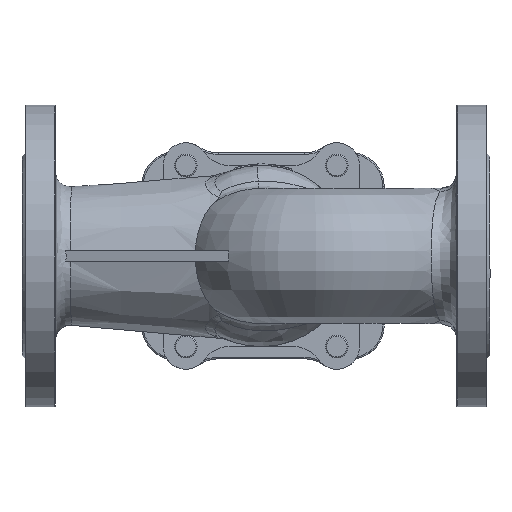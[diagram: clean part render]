
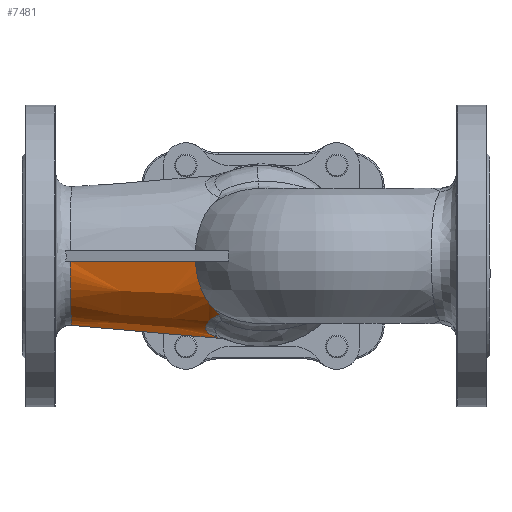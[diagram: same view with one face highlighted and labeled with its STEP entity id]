
A CAD part, front view. The second image highlights one B-rep face of the part: STEP entity #7481.
In plain terms, the highlighted free-form (B-spline) face has degree [3, 3] with [7, 4] control points.
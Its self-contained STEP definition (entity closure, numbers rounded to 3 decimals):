
#205=B_SPLINE_SURFACE_WITH_KNOTS('',3,3,((#18801,#18802,#18803,#18804),
(#18805,#18806,#18807,#18808),(#18809,#18810,#18811,#18812),(#18813,#18814,
#18815,#18816),(#18817,#18818,#18819,#18820),(#18821,#18822,#18823,#18824),
(#18825,#18826,#18827,#18828)),.UNSPECIFIED.,.F.,.F.,.F.,(4,1,1,1,4),(4,
4),(4.778,5.208,5.638,5.853,
6.283),(1.01,11.022),.UNSPECIFIED.);
#269=B_SPLINE_CURVE_WITH_KNOTS('',3,(#15352,#15353,#15354,#15355,#15356,
#15357),.UNSPECIFIED.,.F.,.F.,(4,2,4),(0.431,0.554,
0.873),.UNSPECIFIED.);
#287=B_SPLINE_CURVE_WITH_KNOTS('',3,(#16461,#16462,#16463,#16464,#16465,
#16466,#16467,#16468,#16469,#16470),.UNSPECIFIED.,.F.,.F.,(4,2,2,2,4),(9.342,
9.392,10.978,13.262,15.096),
 .UNSPECIFIED.);
#290=B_SPLINE_CURVE_WITH_KNOTS('',3,(#16575,#16576,#16577,#16578),
 .UNSPECIFIED.,.F.,.F.,(4,4),(1.091,11.022),
 .UNSPECIFIED.);
#293=B_SPLINE_CURVE_WITH_KNOTS('',3,(#16634,#16635,#16636,#16637,#16638,
#16639,#16640),.UNSPECIFIED.,.F.,.F.,(4,1,1,1,4),(0.428,1.003,
1.577,2.725,4.448),.UNSPECIFIED.);
#296=B_SPLINE_CURVE_WITH_KNOTS('',3,(#16682,#16683,#16684,#16685,#16686,
#16687),.UNSPECIFIED.,.F.,.F.,(4,1,1,4),(0.,0.784,
1.307,1.83),.UNSPECIFIED.);
#357=B_SPLINE_CURVE_WITH_KNOTS('',3,(#18730,#18731,#18732,#18733),
 .UNSPECIFIED.,.F.,.F.,(4,4),(-0.028,0.),.UNSPECIFIED.);
#359=B_SPLINE_CURVE_WITH_KNOTS('',3,(#18759,#18760,#18761,#18762,#18763,
#18764,#18765),.UNSPECIFIED.,.F.,.F.,(4,1,1,1,4),(-6.283,-5.834,
-5.386,-5.086,-4.816),.UNSPECIFIED.);
#362=B_SPLINE_CURVE_WITH_KNOTS('',3,(#18829,#18830,#18831,#18832,#18833,
#18834,#18835),.UNSPECIFIED.,.F.,.F.,(4,3,4),(-9.261,-5.596,
-1.005),.UNSPECIFIED.);
#1870=FACE_OUTER_BOUND('',#2377,.T.);
#2377=EDGE_LOOP('',(#6230,#6231,#6232,#6233,#6234,#6235,#6236,#6237));
#3335=VERTEX_POINT('',#15315);
#3338=VERTEX_POINT('',#15338);
#3353=VERTEX_POINT('',#16454);
#3355=VERTEX_POINT('',#16547);
#3356=VERTEX_POINT('',#16574);
#3358=VERTEX_POINT('',#16633);
#3498=VERTEX_POINT('',#18729);
#3500=VERTEX_POINT('',#18758);
#4199=EDGE_CURVE('',#3335,#3338,#269,.T.);
#4219=EDGE_CURVE('',#3353,#3338,#287,.T.);
#4222=EDGE_CURVE('',#3356,#3355,#290,.T.);
#4225=EDGE_CURVE('',#3335,#3358,#293,.T.);
#4230=EDGE_CURVE('',#3358,#3355,#296,.T.);
#4441=EDGE_CURVE('',#3356,#3498,#357,.T.);
#4444=EDGE_CURVE('',#3498,#3500,#359,.T.);
#4447=EDGE_CURVE('',#3353,#3500,#362,.T.);
#6230=ORIENTED_EDGE('',*,*,#4199,.T.);
#6231=ORIENTED_EDGE('',*,*,#4219,.F.);
#6232=ORIENTED_EDGE('',*,*,#4447,.T.);
#6233=ORIENTED_EDGE('',*,*,#4444,.F.);
#6234=ORIENTED_EDGE('',*,*,#4441,.F.);
#6235=ORIENTED_EDGE('',*,*,#4222,.T.);
#6236=ORIENTED_EDGE('',*,*,#4230,.F.);
#6237=ORIENTED_EDGE('',*,*,#4225,.F.);
#7481=ADVANCED_FACE('',(#1870),#205,.T.);
#15315=CARTESIAN_POINT('',(130.508,-29.32,-38.914));
#15338=CARTESIAN_POINT('',(127.998,-32.044,-35.939));
#15352=CARTESIAN_POINT('Ctrl Pts',(130.508,-29.32,-38.914));
#15353=CARTESIAN_POINT('Ctrl Pts',(130.375,-29.597,-38.637));
#15354=CARTESIAN_POINT('Ctrl Pts',(130.2,-29.863,-38.362));
#15355=CARTESIAN_POINT('Ctrl Pts',(129.512,-30.756,-37.421));
#15356=CARTESIAN_POINT('Ctrl Pts',(128.807,-31.406,-36.694));
#15357=CARTESIAN_POINT('Ctrl Pts',(127.998,-32.044,-35.939));
#16454=CARTESIAN_POINT('',(114.832,-45.443,-3.5));
#16461=CARTESIAN_POINT('Ctrl Pts',(114.832,-45.443,-3.5));
#16462=CARTESIAN_POINT('Ctrl Pts',(114.838,-45.436,-3.612));
#16463=CARTESIAN_POINT('Ctrl Pts',(114.845,-45.428,-3.724));
#16464=CARTESIAN_POINT('Ctrl Pts',(115.061,-45.161,-7.429));
#16465=CARTESIAN_POINT('Ctrl Pts',(115.561,-44.541,-10.954));
#16466=CARTESIAN_POINT('Ctrl Pts',(117.494,-42.245,-19.229));
#16467=CARTESIAN_POINT('Ctrl Pts',(119.214,-40.245,-23.744));
#16468=CARTESIAN_POINT('Ctrl Pts',(123.394,-35.996,-30.939));
#16469=CARTESIAN_POINT('Ctrl Pts',(125.564,-33.964,-33.666));
#16470=CARTESIAN_POINT('Ctrl Pts',(127.998,-32.044,-35.939));
#16547=CARTESIAN_POINT('',(131.855,8.983,-54.643));
#16574=CARTESIAN_POINT('',(32.874,0.889,-45.955));
#16575=CARTESIAN_POINT('Ctrl Pts',(32.874,0.889,-45.955));
#16576=CARTESIAN_POINT('Ctrl Pts',(65.868,3.587,-48.851));
#16577=CARTESIAN_POINT('Ctrl Pts',(98.862,6.285,-51.747));
#16578=CARTESIAN_POINT('Ctrl Pts',(131.855,8.983,-54.643));
#16633=CARTESIAN_POINT('',(126.023,-4.438,-52.561));
#16634=CARTESIAN_POINT('Ctrl Pts',(130.508,-29.32,-38.914));
#16635=CARTESIAN_POINT('Ctrl Pts',(128.958,-28.684,-39.472));
#16636=CARTESIAN_POINT('Ctrl Pts',(126.208,-27.116,-40.825));
#16637=CARTESIAN_POINT('Ctrl Pts',(122.488,-22.99,-44.012));
#16638=CARTESIAN_POINT('Ctrl Pts',(120.605,-15.34,-48.756));
#16639=CARTESIAN_POINT('Ctrl Pts',(123.168,-8.261,-51.419));
#16640=CARTESIAN_POINT('Ctrl Pts',(126.023,-4.438,-52.561));
#16682=CARTESIAN_POINT('Ctrl Pts',(126.023,-4.438,-52.561));
#16683=CARTESIAN_POINT('Ctrl Pts',(127.323,-2.696,-53.081));
#16684=CARTESIAN_POINT('Ctrl Pts',(129.339,0.311,-53.827));
#16685=CARTESIAN_POINT('Ctrl Pts',(131.336,4.874,-54.494));
#16686=CARTESIAN_POINT('Ctrl Pts',(131.825,7.613,-54.64));
#16687=CARTESIAN_POINT('Ctrl Pts',(131.855,8.983,-54.643));
#18729=CARTESIAN_POINT('',(32.852,-0.376,-45.935));
#18730=CARTESIAN_POINT('Ctrl Pts',(32.874,0.889,-45.954));
#18731=CARTESIAN_POINT('Ctrl Pts',(32.867,0.467,-45.954));
#18732=CARTESIAN_POINT('Ctrl Pts',(32.86,0.046,-45.947));
#18733=CARTESIAN_POINT('Ctrl Pts',(32.852,-0.376,
-45.935));
#18758=CARTESIAN_POINT('',(32.063,-44.927,-3.5));
#18759=CARTESIAN_POINT('Ctrl Pts',(32.852,-0.376,
-45.935));
#18760=CARTESIAN_POINT('Ctrl Pts',(32.731,-7.251,-45.736));
#18761=CARTESIAN_POINT('Ctrl Pts',(32.49,-20.905,-42.213));
#18762=CARTESIAN_POINT('Ctrl Pts',(32.235,-35.264,-30.09));
#18763=CARTESIAN_POINT('Ctrl Pts',(32.101,-42.765,-16.224));
#18764=CARTESIAN_POINT('Ctrl Pts',(32.068,-44.611,-7.624));
#18765=CARTESIAN_POINT('Ctrl Pts',(32.063,-44.927,-3.5));
#18801=CARTESIAN_POINT('Ctrl Pts',(32.063,-44.961,-3.022));
#18802=CARTESIAN_POINT('Ctrl Pts',(65.327,-45.155,-3.214));
#18803=CARTESIAN_POINT('Ctrl Pts',(98.591,-45.348,-3.406));
#18804=CARTESIAN_POINT('Ctrl Pts',(131.855,-45.542,-3.598));
#18805=CARTESIAN_POINT('Ctrl Pts',(32.063,-44.528,-9.583));
#18806=CARTESIAN_POINT('Ctrl Pts',(65.327,-44.694,-10.193));
#18807=CARTESIAN_POINT('Ctrl Pts',(98.591,-44.86,-10.803));
#18808=CARTESIAN_POINT('Ctrl Pts',(131.855,-45.026,-11.413));
#18809=CARTESIAN_POINT('Ctrl Pts',(32.063,-40.799,-22.518));
#18810=CARTESIAN_POINT('Ctrl Pts',(65.327,-40.728,-23.951));
#18811=CARTESIAN_POINT('Ctrl Pts',(98.591,-40.657,-25.384));
#18812=CARTESIAN_POINT('Ctrl Pts',(131.855,-40.585,-26.817));
#18813=CARTESIAN_POINT('Ctrl Pts',(32.063,-29.819,-35.26));
#18814=CARTESIAN_POINT('Ctrl Pts',(65.327,-29.049,-37.504));
#18815=CARTESIAN_POINT('Ctrl Pts',(98.591,-28.279,-39.747));
#18816=CARTESIAN_POINT('Ctrl Pts',(131.855,-27.509,-41.991));
#18817=CARTESIAN_POINT('Ctrl Pts',(32.063,-15.609,-43.723));
#18818=CARTESIAN_POINT('Ctrl Pts',(65.327,-13.934,-46.506));
#18819=CARTESIAN_POINT('Ctrl Pts',(98.591,-12.26,-49.289));
#18820=CARTESIAN_POINT('Ctrl Pts',(131.855,-10.586,-52.071));
#18821=CARTESIAN_POINT('Ctrl Pts',(32.063,-5.753,-45.883));
#18822=CARTESIAN_POINT('Ctrl Pts',(65.327,-3.452,-48.804));
#18823=CARTESIAN_POINT('Ctrl Pts',(98.591,-1.15,-51.722));
#18824=CARTESIAN_POINT('Ctrl Pts',(131.855,1.151,-54.643));
#18825=CARTESIAN_POINT('Ctrl Pts',(32.063,0.823,-45.883));
#18826=CARTESIAN_POINT('Ctrl Pts',(65.327,3.543,-48.803));
#18827=CARTESIAN_POINT('Ctrl Pts',(98.591,6.263,-51.723));
#18828=CARTESIAN_POINT('Ctrl Pts',(131.855,8.983,-54.643));
#18829=CARTESIAN_POINT('Ctrl Pts',(114.832,-45.443,-3.5));
#18830=CARTESIAN_POINT('Ctrl Pts',(102.586,-45.367,-3.5));
#18831=CARTESIAN_POINT('Ctrl Pts',(90.321,-45.291,-3.5));
#18832=CARTESIAN_POINT('Ctrl Pts',(78.109,-45.215,-3.5));
#18833=CARTESIAN_POINT('Ctrl Pts',(62.811,-45.119,-3.5));
#18834=CARTESIAN_POINT('Ctrl Pts',(47.404,-45.023,-3.5));
#18835=CARTESIAN_POINT('Ctrl Pts',(32.063,-44.927,-3.5));
